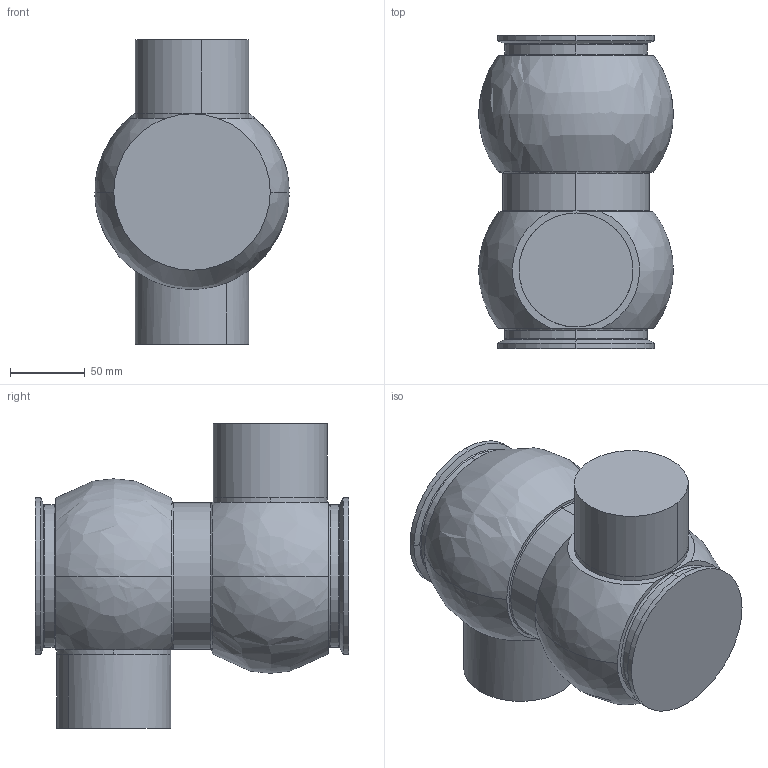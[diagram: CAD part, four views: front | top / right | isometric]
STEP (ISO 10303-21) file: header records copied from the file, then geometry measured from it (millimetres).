
FILE_DESCRIPTION (( 'STEP AP214' ), '1' );
FILE_NAME ('129964.STEP', '2018-05-09T20:21:40', ( '' ), ( '' ), 'SwSTEP 2.0', 'SolidWorks 2014', '' );
FILE_SCHEMA (( 'AUTOMOTIVE_DESIGN' ));
Length unit declared in the file: inch
Products named in the file (1): 129964
Bounding box: 130.15 x 209.55 x 203.96 mm (x, y, z)
Volume: 2623111.6 mm3; surface area: 127124.5 mm2
Topology: 1 solids, 1 shells, 50 faces, 126 edges, 74 vertices
Faces by surface type: bspline 18, cylinder 18, plane 10, cone 4
Entity records: 3422 total; most frequent: CARTESIAN_POINT 2301, ORIENTED_EDGE 236, DIRECTION 218, EDGE_CURVE 118, AXIS2_PLACEMENT_3D 95, VERTEX_POINT 74, CIRCLE 62, EDGE_LOOP 54
